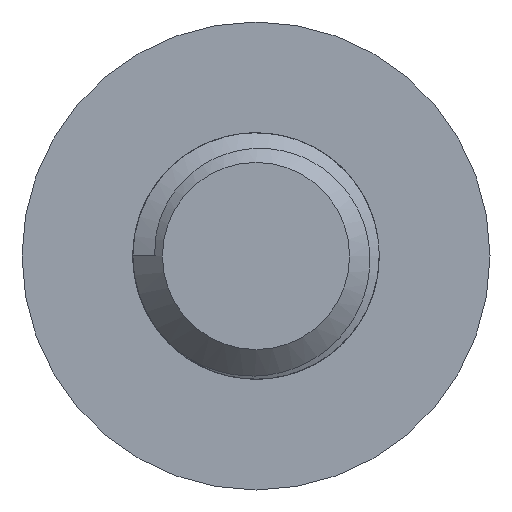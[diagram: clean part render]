
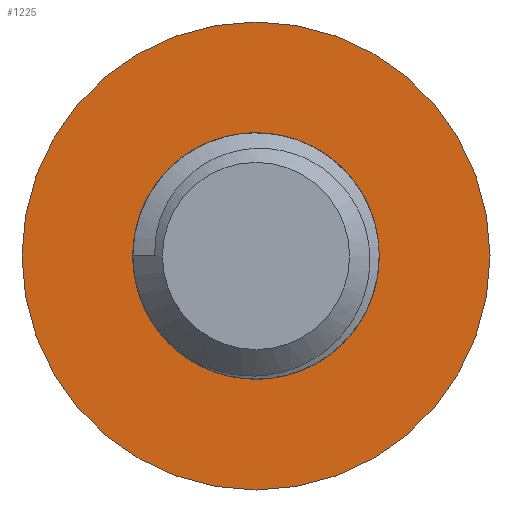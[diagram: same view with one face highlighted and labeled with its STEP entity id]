
A CAD part, left-side view. The second image highlights one B-rep face of the part: STEP entity #1225.
In plain terms, the highlighted face is planar.
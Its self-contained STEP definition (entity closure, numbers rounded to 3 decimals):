
#23=PLANE('',#1325);
#35=FACE_BOUND('',#233,.T.);
#91=CIRCLE('',#1283,2.5);
#92=CIRCLE('',#1285,2.5);
#95=CIRCLE('',#1311,4.75);
#104=CIRCLE('',#1326,2.5);
#158=FACE_OUTER_BOUND('',#232,.T.);
#232=EDGE_LOOP('',(#959));
#233=EDGE_LOOP('',(#960,#961,#962));
#493=VERTEX_POINT('',#2466);
#495=VERTEX_POINT('',#2469);
#498=VERTEX_POINT('',#2500);
#544=VERTEX_POINT('',#4124);
#635=EDGE_CURVE('',#493,#495,#91,.T.);
#639=EDGE_CURVE('',#495,#498,#92,.T.);
#708=EDGE_CURVE('',#544,#544,#95,.T.);
#722=EDGE_CURVE('',#498,#493,#104,.T.);
#959=ORIENTED_EDGE('',*,*,#708,.F.);
#960=ORIENTED_EDGE('',*,*,#639,.F.);
#961=ORIENTED_EDGE('',*,*,#635,.F.);
#962=ORIENTED_EDGE('',*,*,#722,.F.);
#1225=ADVANCED_FACE('',(#158,#35),#23,.F.);
#1283=AXIS2_PLACEMENT_3D('',#2470,#1421,#1422);
#1285=AXIS2_PLACEMENT_3D('',#2501,#1426,#1427);
#1311=AXIS2_PLACEMENT_3D('',#4126,#1500,#1501);
#1325=AXIS2_PLACEMENT_3D('',#4227,#1530,#1531);
#1326=AXIS2_PLACEMENT_3D('',#4228,#1532,#1533);
#1421=DIRECTION('center_axis',(0.,0.,-1.));
#1422=DIRECTION('ref_axis',(1.,0.,0.));
#1426=DIRECTION('center_axis',(0.,0.,-1.));
#1427=DIRECTION('ref_axis',(1.,0.,0.));
#1500=DIRECTION('center_axis',(0.,0.,1.));
#1501=DIRECTION('ref_axis',(1.,0.,0.));
#1530=DIRECTION('center_axis',(0.,0.,1.));
#1531=DIRECTION('ref_axis',(1.,0.,0.));
#1532=DIRECTION('center_axis',(0.,0.,-1.));
#1533=DIRECTION('ref_axis',(1.,0.,0.));
#2466=CARTESIAN_POINT('',(0.,-2.5,-2.75));
#2469=CARTESIAN_POINT('',(2.5,0.,-2.75));
#2470=CARTESIAN_POINT('Origin',(0.,0.,-2.75));
#2500=CARTESIAN_POINT('',(1.768,-1.768,-2.75));
#2501=CARTESIAN_POINT('Origin',(0.,0.,-2.75));
#4124=CARTESIAN_POINT('',(-4.75,0.,-2.75));
#4126=CARTESIAN_POINT('Origin',(0.,0.,-2.75));
#4227=CARTESIAN_POINT('Origin',(0.,-4.75,-2.75));
#4228=CARTESIAN_POINT('Origin',(0.,0.,-2.75));
